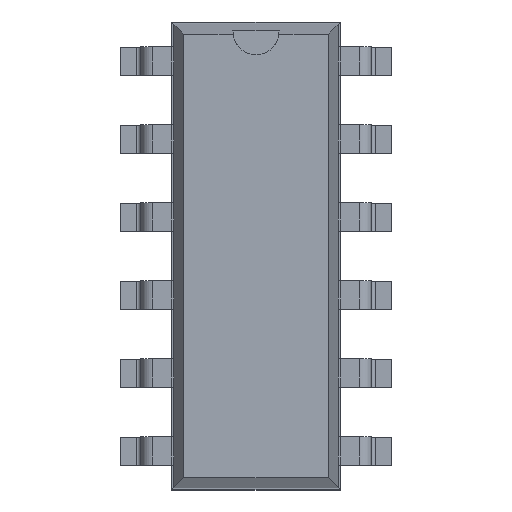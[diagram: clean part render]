
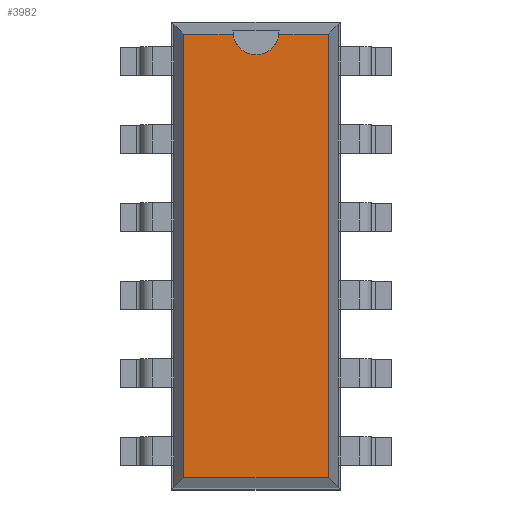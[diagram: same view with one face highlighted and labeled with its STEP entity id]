
A CAD part, top view. The second image highlights one B-rep face of the part: STEP entity #3982.
In plain terms, the highlighted planar face has unit normal (0, 0, 1).
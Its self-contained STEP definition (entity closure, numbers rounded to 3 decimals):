
#26=VECTOR('',#27,1.);
#27=DIRECTION('',(0.,1.,0.));
#33=VECTOR('',#34,1.);
#34=DIRECTION('',(-1.,0.,0.));
#40=VECTOR('',#41,1.);
#41=DIRECTION('',(0.,-1.,0.));
#45=VECTOR('',#46,1.);
#46=DIRECTION('',(1.,0.,0.));
#49=DIRECTION('',(0.,0.,-1.));
#878=DIRECTION('',(0.,0.,-1.));
#2694=VERTEX_POINT('',#2695);
#2695=CARTESIAN_POINT('',(2.351,7.221,3.68));
#2697=ORIENTED_EDGE('',*,*,#2698,.F.);
#2698=EDGE_CURVE('',#2699,#2694,#2701,.T.);
#2699=VERTEX_POINT('',#2700);
#2700=CARTESIAN_POINT('',(2.351,-7.221,3.68));
#2701=LINE('',#2700,#26);
#3313=VERTEX_POINT('',#3314);
#3314=CARTESIAN_POINT('',(-2.351,7.221,3.68));
#3316=ORIENTED_EDGE('',*,*,#3317,.F.);
#3317=EDGE_CURVE('',#3318,#3313,#3320,.T.);
#3318=VERTEX_POINT('',#3319);
#3319=CARTESIAN_POINT('',(-0.746,7.221,3.68));
#3320=LINE('',#2695,#33);
#3339=VERTEX_POINT('',#3340);
#3340=CARTESIAN_POINT('',(0.746,7.221,3.68));
#3346=ORIENTED_EDGE('',*,*,#3347,.F.);
#3347=EDGE_CURVE('',#2694,#3339,#3320,.T.);
#3373=VERTEX_POINT('',#3374);
#3374=CARTESIAN_POINT('',(-2.351,-7.221,3.68));
#3376=ORIENTED_EDGE('',*,*,#3377,.F.);
#3377=EDGE_CURVE('',#3313,#3373,#3378,.T.);
#3378=LINE('',#3314,#40);
#3977=ORIENTED_EDGE('',*,*,#3978,.F.);
#3978=EDGE_CURVE('',#3373,#2699,#3979,.T.);
#3979=LINE('',#3374,#45);
#3982=ADVANCED_FACE('',(#3983),#3994,.F.);
#3983=FACE_BOUND('',#3984,.F.);
#3984=EDGE_LOOP('',(#2697,#3977,#3376,#3316,#3985,#3992,#3346));
#3985=ORIENTED_EDGE('',*,*,#3986,.F.);
#3986=EDGE_CURVE('',#3987,#3318,#3989,.T.);
#3987=VERTEX_POINT('',#3988);
#3988=CARTESIAN_POINT('',(0.,6.546,3.68));
#3989=CIRCLE('',#3990,0.75);
#3990=AXIS2_PLACEMENT_3D('',#3991,#878,#41);
#3991=CARTESIAN_POINT('',(0.,7.296,3.68));
#3992=ORIENTED_EDGE('',*,*,#3993,.F.);
#3993=EDGE_CURVE('',#3339,#3987,#3989,.T.);
#3994=PLANE('',#3995);
#3995=AXIS2_PLACEMENT_3D('',#2700,#49,#3996);
#3996=DIRECTION('',(-0.31,0.951,0.));
